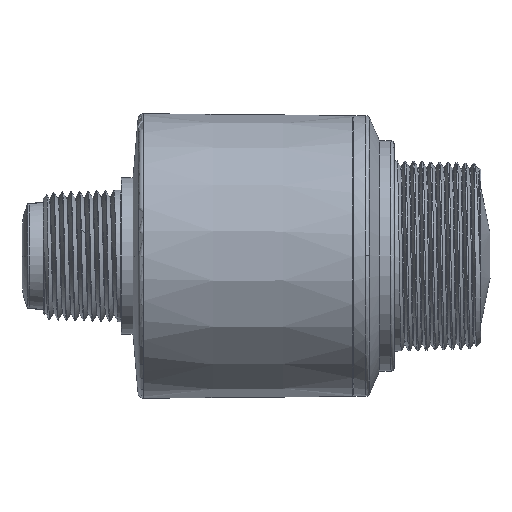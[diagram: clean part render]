
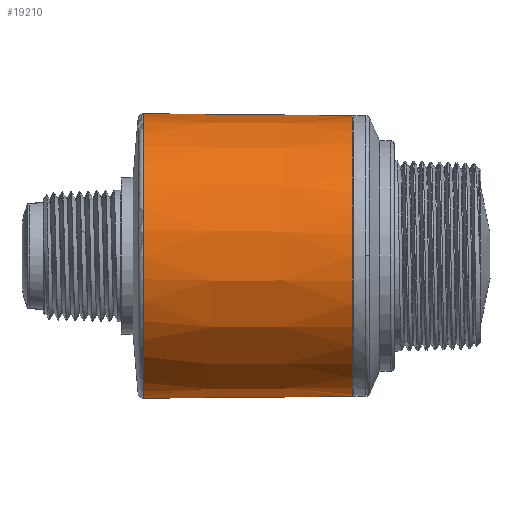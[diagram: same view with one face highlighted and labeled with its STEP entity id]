
A CAD part, left-side view. The second image highlights one B-rep face of the part: STEP entity #19210.
In plain terms, the highlighted conical face has half-angle 0.5 degrees and reference radius 36.468 mm.
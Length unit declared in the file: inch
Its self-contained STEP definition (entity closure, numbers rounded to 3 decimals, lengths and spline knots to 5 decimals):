
#78 = CARTESIAN_POINT ( 'NONE',  ( -1.24221, 2.05211, -0.72596 ) ) ;
#263 = DIRECTION ( 'NONE',  ( 0., 1., 0. ) ) ;
#829 = CARTESIAN_POINT ( 'NONE',  ( -1.4357, 2.05209, -0.01117 ) ) ;
#921 = AXIS2_PLACEMENT_3D ( 'NONE', #23707, #21983, #10384 ) ;
#1074 = CARTESIAN_POINT ( 'NONE',  ( -1.43575, 2.05209, 0. ) ) ;
#2095 = CARTESIAN_POINT ( 'NONE',  ( -0.87207, 2.05211, -1.14438 ) ) ;
#2167 = CARTESIAN_POINT ( 'NONE',  ( 0., 2.05209, 1.43575 ) ) ;
#2266 = AXIS2_PLACEMENT_3D ( 'NONE', #8449, #263, #4436 ) ;
#3271 = ORIENTED_EDGE ( 'NONE', *, *, #20833, .T. ) ;
#3775 = VERTEX_POINT ( 'NONE', #1074 ) ;
#4436 = DIRECTION ( 'NONE',  ( 1., 0., 0. ) ) ;
#5117 = EDGE_LOOP ( 'NONE', ( #10695, #6677, #13462, #24301, #3271, #5460, #23620 ) ) ;
#5460 = ORIENTED_EDGE ( 'NONE', *, *, #13676, .T. ) ;
#5862 = CARTESIAN_POINT ( 'NONE',  ( -1.35952, 2.0521, -0.47099 ) ) ;
#5872 = CONICAL_SURFACE ( 'NONE', #24674, 1.43575, 0.009 ) ;
#5944 = DIRECTION ( 'NONE',  ( 0., 1., 0.009 ) ) ;
#6677 = ORIENTED_EDGE ( 'NONE', *, *, #14482, .T. ) ;
#6781 = CARTESIAN_POINT ( 'NONE',  ( -0.37046, 2.05212, -1.39028 ) ) ;
#7600 = VERTEX_POINT ( 'NONE', #14809 ) ;
#7869 = CARTESIAN_POINT ( 'NONE',  ( -1.4357, 2.05209, -0.01117 ) ) ;
#7998 = CARTESIAN_POINT ( 'NONE',  ( -1.07764, 2.05211, -0.95331 ) ) ;
#8449 = CARTESIAN_POINT ( 'NONE',  ( 0., -0.05138, 0. ) ) ;
#9015 = AXIS2_PLACEMENT_3D ( 'NONE', #18562, #14420, #22589 ) ;
#9164 = EDGE_CURVE ( 'NONE', #13164, #7600, #24105, .T. ) ;
#10384 = DIRECTION ( 'NONE',  ( 1., 0., 0. ) ) ;
#10495 = CARTESIAN_POINT ( 'NONE',  ( -1.4357, 2.05209, -0.01117 ) ) ;
#10695 = ORIENTED_EDGE ( 'NONE', *, *, #11320, .F. ) ;
#10766 = CIRCLE ( 'NONE', #921, 1.43575 ) ;
#10779 = EDGE_CURVE ( 'NONE', #7600, #22705, #26296, .T. ) ;
#11061 = CARTESIAN_POINT ( 'NONE',  ( -0.4604, 2.05212, -1.36314 ) ) ;
#11154 = CARTESIAN_POINT ( 'NONE',  ( 0., 2.05209, 0. ) ) ;
#11320 = EDGE_CURVE ( 'NONE', #23642, #19218, #20012, .T. ) ;
#11420 = FACE_OUTER_BOUND ( 'NONE', #5117, .T. ) ;
#11947 = CARTESIAN_POINT ( 'NONE',  ( 0., 2.05209, -1.43575 ) ) ;
#12817 = EDGE_CURVE ( 'NONE', #24531, #19218, #25044, .T. ) ;
#13164 = VERTEX_POINT ( 'NONE', #13612 ) ;
#13462 = ORIENTED_EDGE ( 'NONE', *, *, #9164, .T. ) ;
#13612 = CARTESIAN_POINT ( 'NONE',  ( -1.41737, -0.05138, -0.0074 ) ) ;
#13676 = EDGE_CURVE ( 'NONE', #3775, #24531, #20917, .T. ) ;
#14044 = CARTESIAN_POINT ( 'NONE',  ( -1.28694, 2.0521, -0.64334 ) ) ;
#14420 = DIRECTION ( 'NONE',  ( 0., 1., 0. ) ) ;
#14448 = VECTOR ( 'NONE', #5944, 39.37008 ) ;
#14482 = EDGE_CURVE ( 'NONE', #23642, #13164, #20610, .T. ) ;
#14809 = CARTESIAN_POINT ( 'NONE',  ( 0., -0.05138, 1.41739 ) ) ;
#15070 = DIRECTION ( 'NONE',  ( 0., 1., 0. ) ) ;
#15096 = CARTESIAN_POINT ( 'NONE',  ( -0.18701, 2.05213, -1.42658 ) ) ;
#15798 = VECTOR ( 'NONE', #18121, 39.37008 ) ;
#16055 = CARTESIAN_POINT ( 'NONE',  ( -1.42509, 2.0521, -0.1981 ) ) ;
#16962 = CARTESIAN_POINT ( 'NONE',  ( -0.0935, 2.05213, -1.43575 ) ) ;
#17727 = CARTESIAN_POINT ( 'NONE',  ( -1.43575, 2.05209, -0.00372 ) ) ;
#18121 = DIRECTION ( 'NONE',  ( 0., 1., -0.009 ) ) ;
#18449 = CARTESIAN_POINT ( 'NONE',  ( -0.63331, 2.05212, -1.29191 ) ) ;
#18562 = CARTESIAN_POINT ( 'NONE',  ( 0., -0.05138, 0. ) ) ;
#18848 = CARTESIAN_POINT ( 'NONE',  ( 0., 2.05213, -1.43575 ) ) ;
#19210 = ADVANCED_FACE ( 'NONE', ( #11420 ), #5872, .T. ) ;
#19218 = VERTEX_POINT ( 'NONE', #19350 ) ;
#19350 = CARTESIAN_POINT ( 'NONE',  ( 0., 2.05213, -1.43575 ) ) ;
#20012 = LINE ( 'NONE', #11947, #15798 ) ;
#20610 = CIRCLE ( 'NONE', #9015, 1.41739 ) ;
#20833 = EDGE_CURVE ( 'NONE', #22705, #3775, #10766, .T. ) ;
#20917 =( BOUNDED_CURVE ( )  B_SPLINE_CURVE ( 3, ( #25485, #17727, #25890, #829 ),
 .UNSPECIFIED., .F., .T. ) 
 B_SPLINE_CURVE_WITH_KNOTS ( ( 4, 4 ),
 ( 0., 0.00343 ),
 .UNSPECIFIED. ) 
 CURVE ( )  GEOMETRIC_REPRESENTATION_ITEM ( )  RATIONAL_B_SPLINE_CURVE ( ( 1., 1., 1., 1. ) ) 
 REPRESENTATION_ITEM ( '' )  );
#21089 = CARTESIAN_POINT ( 'NONE',  ( 0., 2.05209, 1.43575 ) ) ;
#21105 = DIRECTION ( 'NONE',  ( 0., 0., 1. ) ) ;
#21983 = DIRECTION ( 'NONE',  ( 0., -1., 0. ) ) ;
#22227 = CARTESIAN_POINT ( 'NONE',  ( -0.9449, 2.05211, -1.08503 ) ) ;
#22479 = CARTESIAN_POINT ( 'NONE',  ( -1.13756, 2.05211, -0.88095 ) ) ;
#22589 = DIRECTION ( 'NONE',  ( 1., 0., 0. ) ) ;
#22705 = VERTEX_POINT ( 'NONE', #21089 ) ;
#23620 = ORIENTED_EDGE ( 'NONE', *, *, #12817, .T. ) ;
#23642 = VERTEX_POINT ( 'NONE', #26379 ) ;
#23707 = CARTESIAN_POINT ( 'NONE',  ( 0., 2.05209, 0. ) ) ;
#24105 = CIRCLE ( 'NONE', #2266, 1.41739 ) ;
#24217 = CARTESIAN_POINT ( 'NONE',  ( -1.38735, 2.0521, -0.38126 ) ) ;
#24301 = ORIENTED_EDGE ( 'NONE', *, *, #10779, .T. ) ;
#24531 = VERTEX_POINT ( 'NONE', #10495 ) ;
#24608 = CARTESIAN_POINT ( 'NONE',  ( -0.71628, 2.05212, -1.24782 ) ) ;
#24674 = AXIS2_PLACEMENT_3D ( 'NONE', #11154, #15070, #21105 ) ;
#25044 = B_SPLINE_CURVE_WITH_KNOTS ( 'NONE', 3,
 ( #7869, #26350, #16055, #24217, #5862, #14044, #78, #22479, #7998, #22227, #2095, #24608, #18449, #11061, #6781, #15096, #16962, #18848 ),
 .UNSPECIFIED., .F., .F.,
 ( 4, 2, 2, 2, 2, 2, 2, 2, 4 ),
 ( 0., 0.125, 0.25, 0.375, 0.5, 0.625, 0.75, 0.875, 1. ),
 .UNSPECIFIED. ) ;
#25485 = CARTESIAN_POINT ( 'NONE',  ( -1.43575, 2.05209, 0. ) ) ;
#25890 = CARTESIAN_POINT ( 'NONE',  ( -1.43573, 2.05209, -0.00745 ) ) ;
#26296 = LINE ( 'NONE', #2167, #14448 ) ;
#26350 = CARTESIAN_POINT ( 'NONE',  ( -1.43498, 2.05209, -0.10467 ) ) ;
#26379 = CARTESIAN_POINT ( 'NONE',  ( 0., -0.05138, -1.41739 ) ) ;
